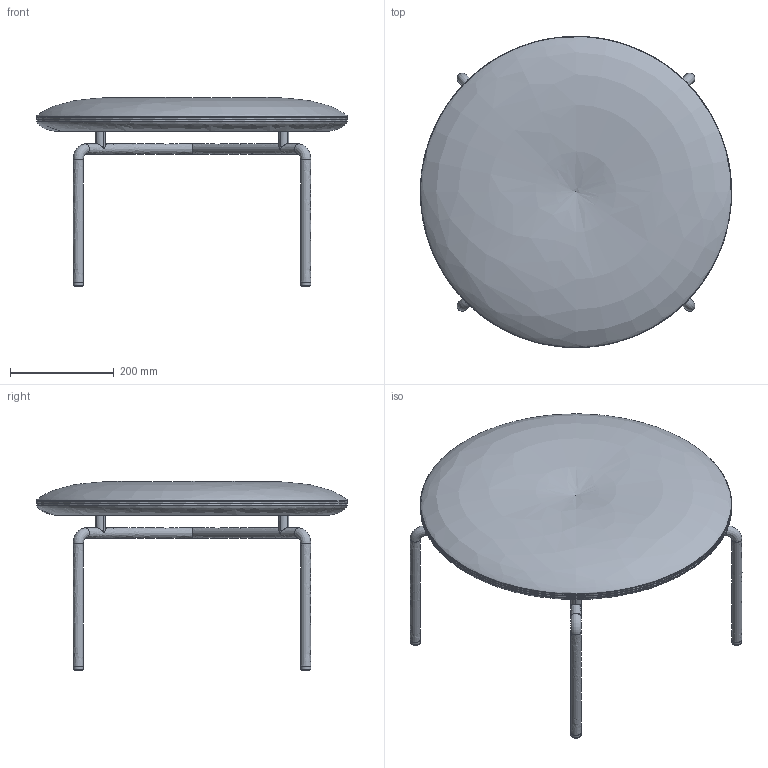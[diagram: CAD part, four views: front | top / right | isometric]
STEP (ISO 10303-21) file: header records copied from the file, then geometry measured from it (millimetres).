
FILE_DESCRIPTION(/* description */ (''),/* implementation_level */ '2;1');
FILE_NAME(/* name */ 'Circular_CB-264_3D',/* time_stamp */ '2023-10-06T12:16:27+02:00',/* author */ (''),/* organization */ (''),/* preprocessor_version */ 'ST-DEVELOPER v16.5',/* originating_system */ 'Rhino 7.31',/* authorisation */ '');
FILE_SCHEMA (('AUTOMOTIVE_DESIGN'));
Length unit declared in the file: centimetre
Products named in the file (2): Document; Circular_CB-264
Assembly tree (1 placements, depth 2):
  Document
    Circular_CB-264
Bounding box: 599.98 x 599.97 x 364.44 mm (x, y, z)
Surface area: 760088.3 mm2 (no closed solid volume)
Topology: 0 solids, 61 shells, 61 faces, 260 edges, 227 vertices
Faces by surface type: cylinder 26, bspline 18, plane 17
Full cylindrical faces by diameter (mm): 16 x4, 20 x4, 598.778 x2
Entity records: 5844 total; most frequent: CARTESIAN_POINT 3893, ORIENTED_EDGE 293, EDGE_CURVE 260, VERTEX_POINT 229, B_SPLINE_CURVE_WITH_KNOTS 123, EDGE_LOOP 69, COLOUR_RGB 61, FILL_AREA_STYLE_COLOUR 61
